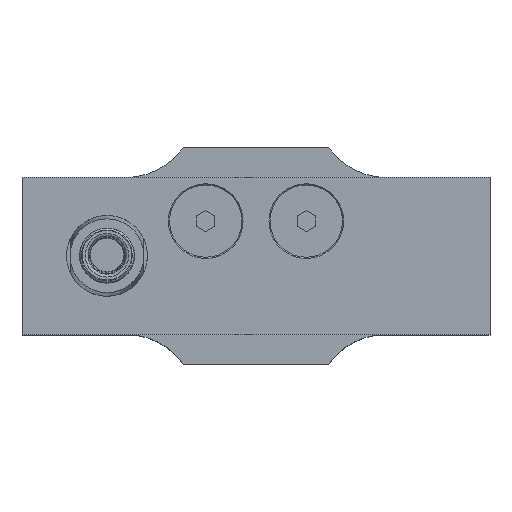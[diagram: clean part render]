
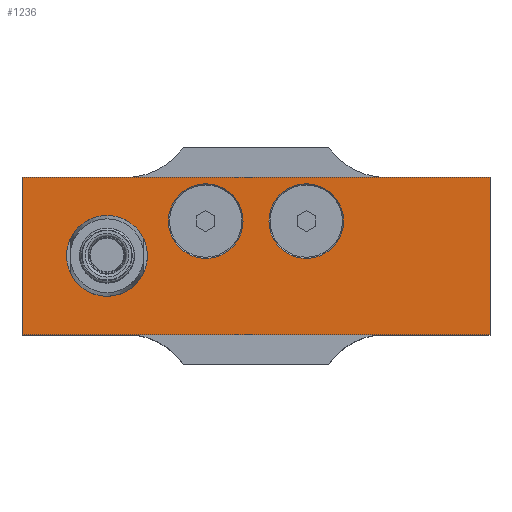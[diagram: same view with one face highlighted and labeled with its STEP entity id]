
A CAD part, top view. The second image highlights one B-rep face of the part: STEP entity #1236.
In plain terms, the highlighted planar face has unit normal (0, 0, 1).
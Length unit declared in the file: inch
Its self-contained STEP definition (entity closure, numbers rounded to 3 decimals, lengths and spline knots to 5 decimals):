
#264=CARTESIAN_POINT('',(-0.3015,0.1195,0.373));
#265=VERTEX_POINT('',#264);
#266=CARTESIAN_POINT('',(-0.173,0.1195,0.373));
#267=DIRECTION('',(0.0,0.0,-1.0));
#268=DIRECTION('',(1.0,0.0,0.0));
#269=AXIS2_PLACEMENT_3D('',#266,#267,#268);
#270=CIRCLE('',#269,0.1285);
#271=EDGE_CURVE('',#265,#265,#270,.T.);
#320=CARTESIAN_POINT('',(0.0445,0.1195,0.373));
#321=VERTEX_POINT('',#320);
#322=CARTESIAN_POINT('',(0.173,0.1195,0.373));
#323=DIRECTION('',(0.0,0.0,-1.0));
#324=DIRECTION('',(1.0,0.0,0.0));
#325=AXIS2_PLACEMENT_3D('',#322,#323,#324);
#326=CIRCLE('',#325,0.1285);
#327=EDGE_CURVE('',#321,#321,#326,.T.);
#609=CARTESIAN_POINT('',(-0.63,0.07455,0.373));
#610=VERTEX_POINT('',#609);
#611=CARTESIAN_POINT('',(-0.396,0.07455,0.373));
#612=VERTEX_POINT('',#611);
#613=CARTESIAN_POINT('',(-0.513,-0.0005,0.373));
#614=DIRECTION('',(0.0,0.0,-1.0));
#615=DIRECTION('',(0.0,-1.0,0.0));
#616=AXIS2_PLACEMENT_3D('',#613,#614,#615);
#617=CIRCLE('',#616,0.139);
#618=EDGE_CURVE('',#610,#612,#617,.T.);
#637=CARTESIAN_POINT('',(-0.63,-0.07555,0.373));
#638=VERTEX_POINT('',#637);
#645=CARTESIAN_POINT('',(-0.396,-0.07555,0.373));
#646=VERTEX_POINT('',#645);
#647=CARTESIAN_POINT('',(-0.513,-0.0005,0.373));
#648=DIRECTION('',(0.0,0.0,-1.0));
#649=DIRECTION('',(0.0,-1.0,0.0));
#650=AXIS2_PLACEMENT_3D('',#647,#648,#649);
#651=CIRCLE('',#650,0.139);
#652=EDGE_CURVE('',#646,#638,#651,.T.);
#1130=CARTESIAN_POINT('',(-0.63,-0.07555,0.373));
#1131=DIRECTION('',(0.0,1.0,0.0));
#1132=VECTOR('',#1131,0.15009);
#1133=LINE('',#1130,#1132);
#1134=EDGE_CURVE('',#638,#610,#1133,.T.);
#1162=CARTESIAN_POINT('',(-0.396,0.07455,0.373));
#1163=DIRECTION('',(0.0,-1.0,0.0));
#1164=VECTOR('',#1163,0.15009);
#1165=LINE('',#1162,#1164);
#1166=EDGE_CURVE('',#612,#646,#1165,.T.);
#1185=CARTESIAN_POINT('',(0.,0.001,0.373));
#1186=DIRECTION('',(0.0,0.0,1.0));
#1187=DIRECTION('',(1.0,0.0,0.0));
#1188=AXIS2_PLACEMENT_3D('',#1185,#1186,#1187);
#1189=PLANE('',#1188);
#1190=CARTESIAN_POINT('',(-0.8055,0.271,0.373));
#1191=VERTEX_POINT('',#1190);
#1192=CARTESIAN_POINT('',(0.8055,0.271,0.373));
#1193=VERTEX_POINT('',#1192);
#1194=CARTESIAN_POINT('',(-0.8055,0.271,0.373));
#1195=DIRECTION('',(1.0,0.0,0.0));
#1196=VECTOR('',#1195,1.611);
#1197=LINE('',#1194,#1196);
#1198=EDGE_CURVE('',#1191,#1193,#1197,.T.);
#1199=ORIENTED_EDGE('',*,*,#1198,.F.);
#1200=CARTESIAN_POINT('',(-0.8055,-0.272,0.373));
#1201=VERTEX_POINT('',#1200);
#1202=CARTESIAN_POINT('',(-0.8055,-0.272,0.373));
#1203=DIRECTION('',(0.0,1.0,0.0));
#1204=VECTOR('',#1203,0.543);
#1205=LINE('',#1202,#1204);
#1206=EDGE_CURVE('',#1201,#1191,#1205,.T.);
#1207=ORIENTED_EDGE('',*,*,#1206,.F.);
#1208=CARTESIAN_POINT('',(0.8055,-0.272,0.373));
#1209=VERTEX_POINT('',#1208);
#1210=CARTESIAN_POINT('',(0.8055,-0.272,0.373));
#1211=DIRECTION('',(-1.0,0.0,0.0));
#1212=VECTOR('',#1211,1.611);
#1213=LINE('',#1210,#1212);
#1214=EDGE_CURVE('',#1209,#1201,#1213,.T.);
#1215=ORIENTED_EDGE('',*,*,#1214,.F.);
#1216=CARTESIAN_POINT('',(0.8055,0.271,0.373));
#1217=DIRECTION('',(0.0,-1.0,0.0));
#1218=VECTOR('',#1217,0.543);
#1219=LINE('',#1216,#1218);
#1220=EDGE_CURVE('',#1193,#1209,#1219,.T.);
#1221=ORIENTED_EDGE('',*,*,#1220,.F.);
#1222=EDGE_LOOP('',(#1199,#1207,#1215,#1221));
#1223=FACE_OUTER_BOUND('',#1222,.T.);
#1224=ORIENTED_EDGE('',*,*,#271,.T.);
#1225=EDGE_LOOP('',(#1224));
#1226=FACE_BOUND('',#1225,.T.);
#1227=ORIENTED_EDGE('',*,*,#327,.T.);
#1228=EDGE_LOOP('',(#1227));
#1229=FACE_BOUND('',#1228,.T.);
#1230=ORIENTED_EDGE('',*,*,#1134,.T.);
#1231=ORIENTED_EDGE('',*,*,#618,.T.);
#1232=ORIENTED_EDGE('',*,*,#1166,.T.);
#1233=ORIENTED_EDGE('',*,*,#652,.T.);
#1234=EDGE_LOOP('',(#1230,#1231,#1232,#1233));
#1235=FACE_BOUND('',#1234,.T.);
#1236=ADVANCED_FACE('',(#1223,#1226,#1229,#1235),#1189,.T.);
